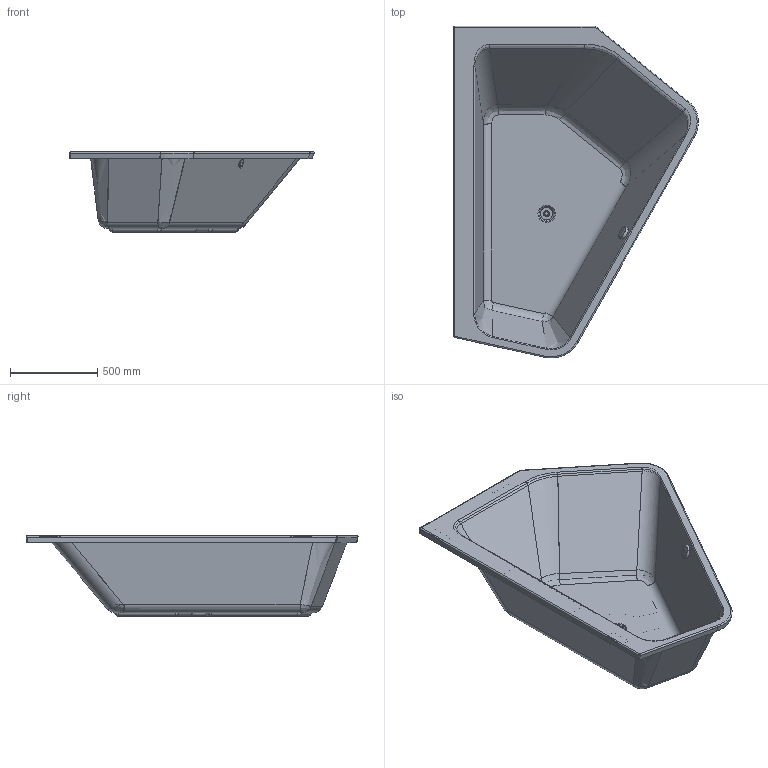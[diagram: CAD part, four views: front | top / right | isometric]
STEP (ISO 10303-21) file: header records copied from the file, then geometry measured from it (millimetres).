
FILE_DESCRIPTION((''),'2;1');
FILE_NAME('700393.stp','2015-05-28T22:20:28',('Administrator'),(''),'Autodesk Inventor 2011','Autodesk Inventor 2011','');
FILE_SCHEMA(('CONFIG_CONTROL_DESIGN'));
Length unit declared in the file: millimetre
Products named in the file (4): 700393; Stopfen PAIOVA 5; Verschluss_Ueberlauf PAIOVA 5
Assembly tree (3 placements, depth 2):
  700393
    700393
    Stopfen PAIOVA 5
    Verschluss_Ueberlauf PAIOVA 5
Bounding box: 1399.79 x 1899.75 x 460 mm (x, y, z)
Volume: 28196724.6 mm3; surface area: 6866995.5 mm2
Topology: 3 solids, 3 shells, 323 faces, 834 edges, 505 vertices
Faces by surface type: plane 144, cylinder 89, bspline 59, sphere 13, torus 13, cone 5
Full cylindrical faces by diameter (mm): 9.2 x1, 13 x1, 14.5 x1, 24 x1, 29.2 x1, 32 x2, 52 x2, 72 x1
Entity records: 17404 total; most frequent: CARTESIAN_POINT 9422, ORIENTED_EDGE 1598, DIRECTION 1517, EDGE_CURVE 799, AXIS2_PLACEMENT_3D 547, VERTEX_POINT 495, VECTOR 423, LINE 423
